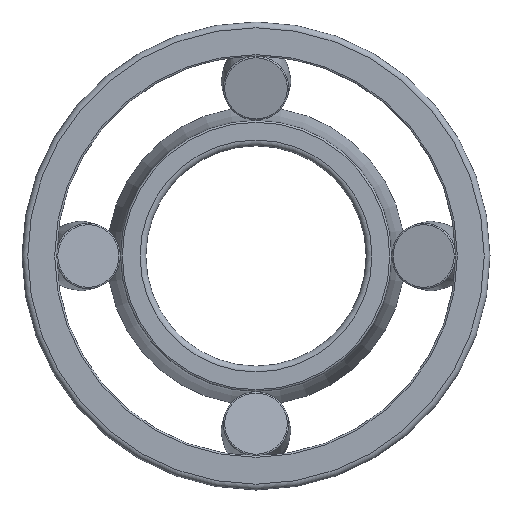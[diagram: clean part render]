
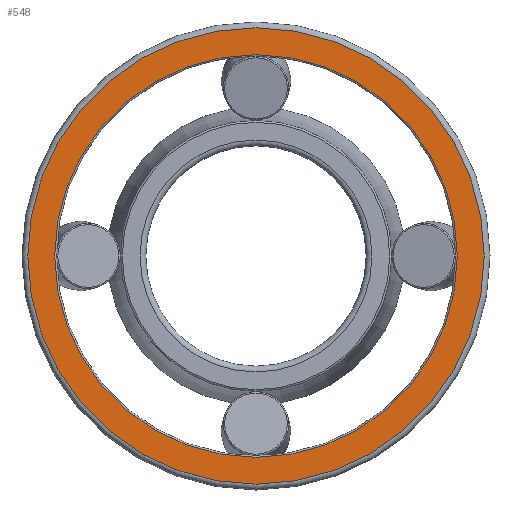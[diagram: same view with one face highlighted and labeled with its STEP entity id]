
A CAD part, left-side view. The second image highlights one B-rep face of the part: STEP entity #548.
In plain terms, the highlighted face is planar.
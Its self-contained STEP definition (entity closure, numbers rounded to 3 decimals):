
#78=FACE_BOUND('',#156,.T.);
#82=PLANE('',#697);
#117=FACE_OUTER_BOUND('',#155,.T.);
#155=EDGE_LOOP('',(#451));
#156=EDGE_LOOP('',(#452));
#223=CIRCLE('',#695,82.9);
#225=CIRCLE('',#698,73.119);
#274=VERTEX_POINT('',#1141);
#275=VERTEX_POINT('',#1145);
#334=EDGE_CURVE('',#274,#274,#223,.T.);
#336=EDGE_CURVE('',#275,#275,#225,.T.);
#451=ORIENTED_EDGE('',*,*,#334,.T.);
#452=ORIENTED_EDGE('',*,*,#336,.F.);
#548=ADVANCED_FACE('',(#117,#78),#82,.T.);
#695=AXIS2_PLACEMENT_3D('',#1142,#856,#857);
#697=AXIS2_PLACEMENT_3D('',#1144,#860,#861);
#698=AXIS2_PLACEMENT_3D('',#1146,#862,#863);
#856=DIRECTION('center_axis',(1.,0.,0.));
#857=DIRECTION('ref_axis',(0.,0.,-1.));
#860=DIRECTION('center_axis',(1.,0.,0.));
#861=DIRECTION('ref_axis',(0.,0.,-1.));
#862=DIRECTION('center_axis',(1.,0.,0.));
#863=DIRECTION('ref_axis',(0.,0.,-1.));
#1141=CARTESIAN_POINT('',(29.,0.,82.9));
#1142=CARTESIAN_POINT('Origin',(29.,0.,0.));
#1144=CARTESIAN_POINT('Origin',(29.,73.119,0.));
#1145=CARTESIAN_POINT('',(29.,0.,73.119));
#1146=CARTESIAN_POINT('Origin',(29.,0.,0.));
